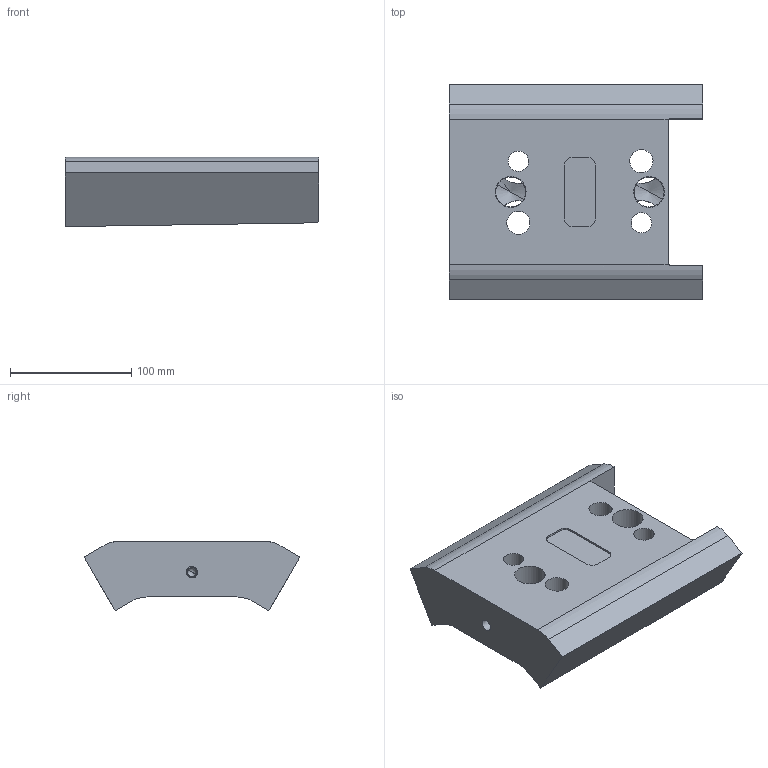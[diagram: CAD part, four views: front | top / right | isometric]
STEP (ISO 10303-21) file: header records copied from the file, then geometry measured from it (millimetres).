
FILE_DESCRIPTION(/* description */ (''),/* implementation_level */ '2;1');
FILE_NAME(/* name */ 'Skew.step',/* time_stamp */ '2014-09-23T09:57:37-05:00',/* author */ (''),/* organization */ (''),/* preprocessor_version */ 'ST-DEVELOPER v15',/* originating_system */ 'SIEMENS PLM Software NX 8.5',/* authorisation */ '');
FILE_SCHEMA (('AUTOMOTIVE_DESIGN { 1 0 10303 214 3 1 1 1 }'));
Length unit declared in the file: millimetre
Bounding box: 209.65 x 178.04 x 57.16 mm (x, y, z)
Volume: 1236705 mm3; surface area: 114869.6 mm2
Topology: 1 solids, 1 shells, 118 faces, 319 edges, 203 vertices
Faces by surface type: cylinder 52, plane 40, torus 14, cone 6, bspline 4, sphere 2
Entity records: 4140 total; most frequent: CARTESIAN_POINT 1108, DIRECTION 653, ORIENTED_EDGE 626, EDGE_CURVE 313, AXIS2_PLACEMENT_3D 263, VERTEX_POINT 203, EDGE_LOOP 140, CIRCLE 136
